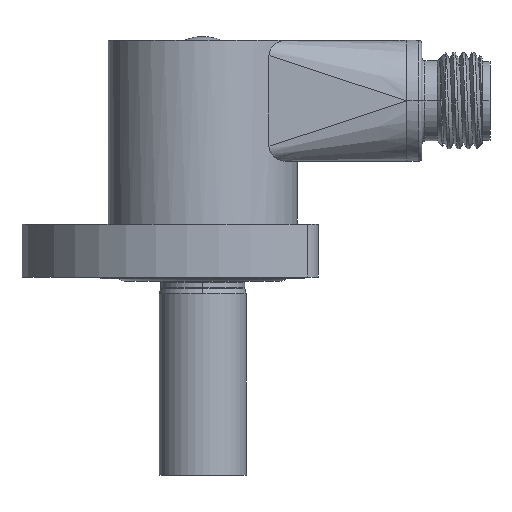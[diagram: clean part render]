
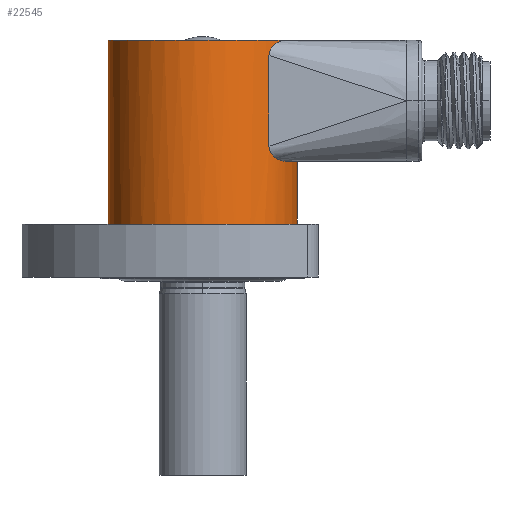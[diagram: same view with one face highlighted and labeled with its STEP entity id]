
A CAD part, front view. The second image highlights one B-rep face of the part: STEP entity #22545.
In plain terms, the highlighted cylindrical face has radius 12.5 mm (diameter 25 mm), a partial arc.
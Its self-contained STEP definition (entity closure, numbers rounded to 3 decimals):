
#6528=CARTESIAN_POINT('',(0.,0.,27.3));
#6529=DIRECTION('',(0.,0.,1.));
#6530=DIRECTION('',(-1.,0.,0.));
#6531=AXIS2_PLACEMENT_3D('',#6528,#6529,#6530);
#6581=DIRECTION('',(0.,0.,1.));
#6582=VECTOR('',#6581,27.1);
#6583=CARTESIAN_POINT('',(-12.5,0.,0.2));
#6584=LINE('',#6583,#6582);
#6585=CARTESIAN_POINT('',(10.946,-6.036,27.3));
#6586=CARTESIAN_POINT('',(10.807,-6.288,27.3));
#6587=CARTESIAN_POINT('',(10.528,-6.753,27.263));
#6588=CARTESIAN_POINT('',(10.124,-7.341,27.13));
#6589=CARTESIAN_POINT('',(9.746,-7.834,26.936));
#6590=CARTESIAN_POINT('',(9.406,-8.238,26.689));
#6591=CARTESIAN_POINT('',(9.118,-8.553,26.389));
#6592=CARTESIAN_POINT('',(8.906,-8.772,26.043));
#6593=CARTESIAN_POINT('',(8.787,-8.891,25.669));
#6594=CARTESIAN_POINT('',(8.765,-8.912,25.424));
#6595=CARTESIAN_POINT('',(8.765,-8.912,25.3));
#6597=DIRECTION('',(0.,0.,-1.));
#6598=VECTOR('',#6597,12.);
#6599=CARTESIAN_POINT('',(8.765,-8.912,25.3));
#6600=LINE('',#6599,#6598);
#6601=CARTESIAN_POINT('',(8.765,-8.912,13.3));
#6602=CARTESIAN_POINT('',(8.765,-8.912,13.176));
#6603=CARTESIAN_POINT('',(8.787,-8.891,12.93));
#6604=CARTESIAN_POINT('',(8.906,-8.772,12.556));
#6605=CARTESIAN_POINT('',(9.119,-8.553,12.21));
#6606=CARTESIAN_POINT('',(9.406,-8.237,11.911));
#6607=CARTESIAN_POINT('',(9.746,-7.834,11.663));
#6608=CARTESIAN_POINT('',(10.125,-7.341,11.47));
#6609=CARTESIAN_POINT('',(10.528,-6.753,11.337));
#6610=CARTESIAN_POINT('',(10.807,-6.288,11.3));
#6611=CARTESIAN_POINT('',(10.946,-6.036,11.3));
#6613=DIRECTION('',(0.,0.,-1.));
#6614=VECTOR('',#6613,11.1);
#6615=CARTESIAN_POINT('',(12.5,0.,11.3));
#6616=LINE('',#6615,#6614);
#6622=CARTESIAN_POINT('',(0.,0.,0.2));
#6623=DIRECTION('',(0.,0.,1.));
#6624=DIRECTION('',(-1.,0.,0.));
#6625=AXIS2_PLACEMENT_3D('',#6622,#6623,#6624);
#6674=CARTESIAN_POINT('',(0.,0.,11.3));
#6675=DIRECTION('',(0.,0.,1.));
#6676=DIRECTION('',(0.876,-0.483,0.));
#6677=AXIS2_PLACEMENT_3D('',#6674,#6675,#6676);
#12586=CARTESIAN_POINT('',(12.5,0.,11.3));
#12587=CARTESIAN_POINT('',(12.5,0.,0.2));
#12588=VERTEX_POINT('',#12586);
#12589=VERTEX_POINT('',#12587);
#12596=CARTESIAN_POINT('',(-12.5,0.,27.3));
#12597=VERTEX_POINT('',#12596);
#12598=CARTESIAN_POINT('',(-12.5,0.,0.2));
#12599=VERTEX_POINT('',#12598);
#12600=CARTESIAN_POINT('',(10.946,-6.036,27.3));
#12601=VERTEX_POINT('',#12600);
#12602=VERTEX_POINT('',#6595);
#12603=CARTESIAN_POINT('',(8.765,-8.912,13.3));
#12604=VERTEX_POINT('',#12603);
#12605=VERTEX_POINT('',#6611);
#22524=CARTESIAN_POINT('',(0.,0.,-0.342));
#22525=DIRECTION('',(0.,0.,1.));
#22526=DIRECTION('',(1.,0.,0.));
#22527=AXIS2_PLACEMENT_3D('',#22524,#22525,#22526);
#22528=CYLINDRICAL_SURFACE('',#22527,12.5);
#22530=ORIENTED_EDGE('',*,*,#22529,.F.);
#22532=ORIENTED_EDGE('',*,*,#22531,.T.);
#22533=ORIENTED_EDGE('',*,*,#22502,.T.);
#22534=ORIENTED_EDGE('',*,*,#22394,.T.);
#22536=ORIENTED_EDGE('',*,*,#22535,.T.);
#22538=ORIENTED_EDGE('',*,*,#22537,.T.);
#22540=ORIENTED_EDGE('',*,*,#22539,.T.);
#22542=ORIENTED_EDGE('',*,*,#22541,.T.);
#22543=EDGE_LOOP('',(#22530,#22532,#22533,#22534,#22536,#22538,#22540,#22542));
#22544=FACE_OUTER_BOUND('',#22543,.F.);
#22545=ADVANCED_FACE('',(#22544),#22528,.T.);
#6532=CIRCLE('',#6531,12.5);
#6596=B_SPLINE_CURVE_WITH_KNOTS('',3,(#6585,#6586,#6587,#6588,#6589,#6590,#6591,
#6592,#6593,#6594,#6595),.UNSPECIFIED.,.F.,.F.,(4,1,1,1,1,1,1,1,4),(0.,
0.125,0.25,0.375,0.5,0.625,0.75,0.875,1.),.UNSPECIFIED.);
#6612=B_SPLINE_CURVE_WITH_KNOTS('',3,(#6601,#6602,#6603,#6604,#6605,#6606,#6607,
#6608,#6609,#6610,#6611),.UNSPECIFIED.,.F.,.F.,(4,1,1,1,1,1,1,1,4),(0.,
0.125,0.25,0.375,0.5,0.625,0.75,0.875,1.),.UNSPECIFIED.);
#6626=CIRCLE('',#6625,12.5);
#6678=CIRCLE('',#6677,12.5);
#22394=EDGE_CURVE('',#12601,#12602,#6596,.T.);
#22502=EDGE_CURVE('',#12597,#12601,#6532,.T.);
#22529=EDGE_CURVE('',#12599,#12589,#6626,.T.);
#22531=EDGE_CURVE('',#12599,#12597,#6584,.T.);
#22535=EDGE_CURVE('',#12602,#12604,#6600,.T.);
#22537=EDGE_CURVE('',#12604,#12605,#6612,.T.);
#22539=EDGE_CURVE('',#12605,#12588,#6678,.T.);
#22541=EDGE_CURVE('',#12588,#12589,#6616,.T.);
